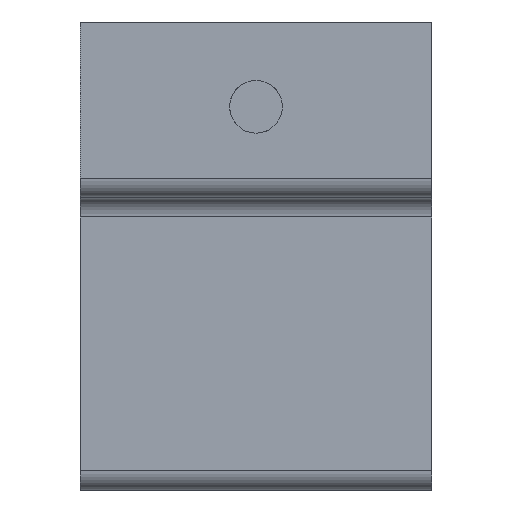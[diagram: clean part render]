
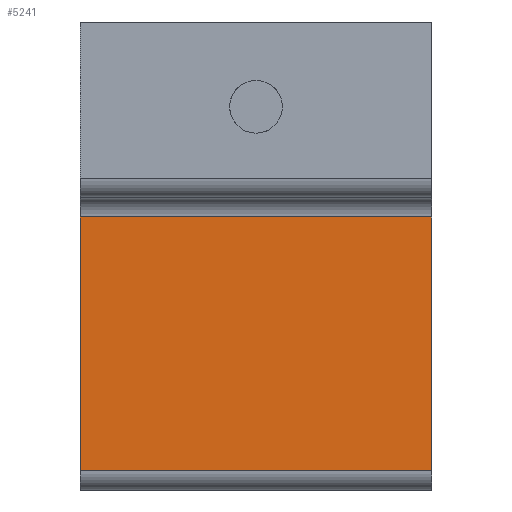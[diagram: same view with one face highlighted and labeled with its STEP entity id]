
A CAD part, left-side view. The second image highlights one B-rep face of the part: STEP entity #5241.
In plain terms, the highlighted planar face has unit normal (-1, 0, 0).
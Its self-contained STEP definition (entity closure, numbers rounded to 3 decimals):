
#830=FACE_OUTER_BOUND('',#1144,.T.);
#1144=EDGE_LOOP('',(#4717,#4718,#4719,#4720));
#1496=LINE('',#8899,#1944);
#1595=LINE('',#9216,#2043);
#1601=LINE('',#9227,#2049);
#1603=LINE('',#9230,#2051);
#1944=VECTOR('',#7161,10.);
#2043=VECTOR('',#7446,10.);
#2049=VECTOR('',#7460,10.);
#2051=VECTOR('',#7464,10.);
#2410=VERTEX_POINT('',#8896);
#2411=VERTEX_POINT('',#8898);
#2535=VERTEX_POINT('',#9213);
#2536=VERTEX_POINT('',#9215);
#3116=EDGE_CURVE('',#2411,#2410,#1496,.T.);
#3278=EDGE_CURVE('',#2536,#2535,#1595,.T.);
#3285=EDGE_CURVE('',#2535,#2411,#1601,.T.);
#3287=EDGE_CURVE('',#2410,#2536,#1603,.T.);
#4717=ORIENTED_EDGE('',*,*,#3285,.T.);
#4718=ORIENTED_EDGE('',*,*,#3116,.T.);
#4719=ORIENTED_EDGE('',*,*,#3287,.T.);
#4720=ORIENTED_EDGE('',*,*,#3278,.T.);
#4944=PLANE('',#5860);
#5241=ADVANCED_FACE('',(#830),#4944,.F.);
#5860=AXIS2_PLACEMENT_3D('',#9229,#7462,#7463);
#7161=DIRECTION('',(0.,0.,1.));
#7446=DIRECTION('',(0.,0.,-1.));
#7460=DIRECTION('',(0.,-1.,0.));
#7462=DIRECTION('center_axis',(1.,0.,0.));
#7463=DIRECTION('ref_axis',(0.,1.,0.));
#7464=DIRECTION('',(0.,1.,0.));
#8896=CARTESIAN_POINT('',(-39.,-9.,20.));
#8898=CARTESIAN_POINT('',(-39.,-9.,7.));
#8899=CARTESIAN_POINT('',(-39.,-9.,3.));
#9213=CARTESIAN_POINT('',(-39.,9.,7.));
#9215=CARTESIAN_POINT('',(-39.,9.,20.));
#9216=CARTESIAN_POINT('',(-39.,9.,3.));
#9227=CARTESIAN_POINT('',(-39.,-4.5,7.));
#9229=CARTESIAN_POINT('Origin',(-39.,-9.,6.));
#9230=CARTESIAN_POINT('',(-39.,-4.5,20.));
